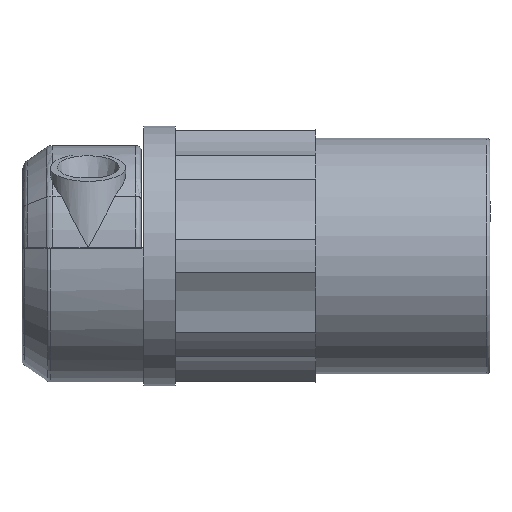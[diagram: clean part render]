
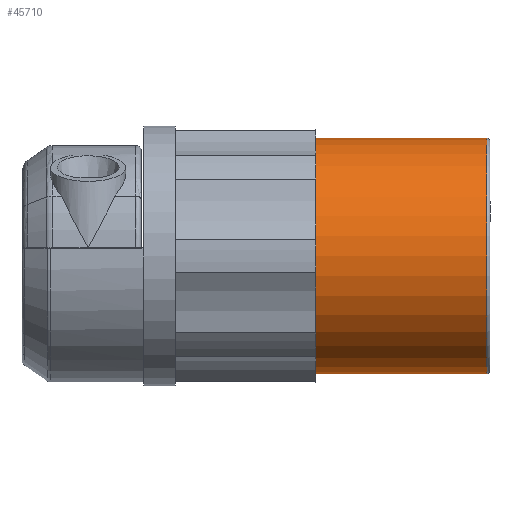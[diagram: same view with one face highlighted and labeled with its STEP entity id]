
A CAD part, front view. The second image highlights one B-rep face of the part: STEP entity #45710.
In plain terms, the highlighted cylindrical face has radius 17.653 mm (diameter 35.306 mm), a full revolution.
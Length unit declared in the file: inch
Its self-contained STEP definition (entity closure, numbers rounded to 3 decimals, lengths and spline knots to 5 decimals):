
#4703 = CARTESIAN_POINT ( 'NONE',  ( -0.02, 0., 0. ) ) ;
#5829 = AXIS2_PLACEMENT_3D ( 'NONE', #69488, #35067, #64116 ) ;
#9993 = AXIS2_PLACEMENT_3D ( 'NONE', #4703, #57173, #33967 ) ;
#10676 = EDGE_LOOP ( 'NONE', ( #20457 ) ) ;
#10842 = FACE_OUTER_BOUND ( 'NONE', #37524, .T. ) ;
#13853 = ORIENTED_EDGE ( 'NONE', *, *, #47178, .T. ) ;
#16858 = CIRCLE ( 'NONE', #5829, 0.695 ) ;
#20457 = ORIENTED_EDGE ( 'NONE', *, *, #42854, .T. ) ;
#23918 = AXIS2_PLACEMENT_3D ( 'NONE', #30878, #29337, #42147 ) ;
#29337 = DIRECTION ( 'NONE',  ( 1., 0., 0. ) ) ;
#30878 = CARTESIAN_POINT ( 'NONE',  ( -1.027, 0., 0. ) ) ;
#31573 = CARTESIAN_POINT ( 'NONE',  ( -0.02, -0.695, 0. ) ) ;
#33967 = DIRECTION ( 'NONE',  ( 0., 1., 0. ) ) ;
#35067 = DIRECTION ( 'NONE',  ( -1., 0., 0. ) ) ;
#37524 = EDGE_LOOP ( 'NONE', ( #13853 ) ) ;
#39924 = CIRCLE ( 'NONE', #23918, 0.695 ) ;
#42147 = DIRECTION ( 'NONE',  ( 0., 1., 0. ) ) ;
#42854 = EDGE_CURVE ( 'NONE', #44351, #44351, #16858, .T. ) ;
#44351 = VERTEX_POINT ( 'NONE', #31573 ) ;
#45710 = ADVANCED_FACE ( 'NONE', ( #56793, #10842 ), #68788, .T. ) ;
#47178 = EDGE_CURVE ( 'NONE', #49712, #49712, #39924, .T. ) ;
#49712 = VERTEX_POINT ( 'NONE', #67908 ) ;
#56793 = FACE_OUTER_BOUND ( 'NONE', #10676, .T. ) ;
#57173 = DIRECTION ( 'NONE',  ( 1., 0., 0. ) ) ;
#64116 = DIRECTION ( 'NONE',  ( 0., -1., 0. ) ) ;
#67908 = CARTESIAN_POINT ( 'NONE',  ( -1.027, 0.695, 0. ) ) ;
#68788 = CYLINDRICAL_SURFACE ( 'NONE', #9993, 0.695 ) ;
#69488 = CARTESIAN_POINT ( 'NONE',  ( -0.02, 0., 0. ) ) ;
